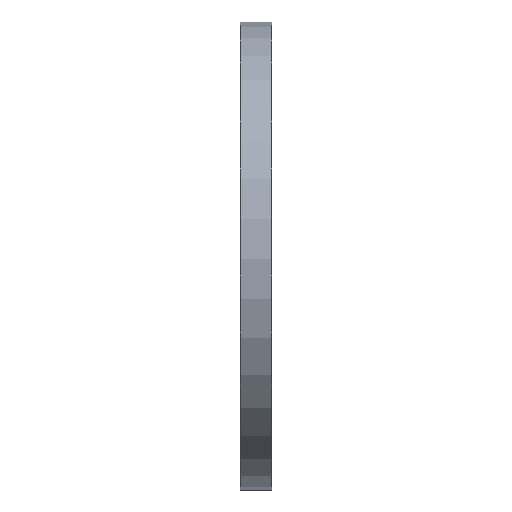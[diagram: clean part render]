
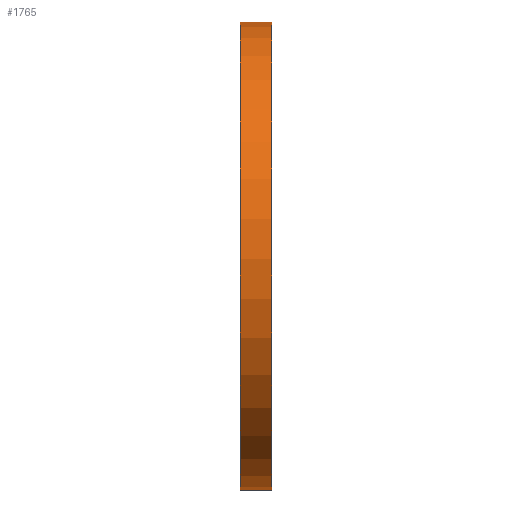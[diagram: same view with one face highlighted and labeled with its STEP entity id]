
A CAD part, left-side view. The second image highlights one B-rep face of the part: STEP entity #1765.
In plain terms, the highlighted cylindrical face has radius 60 mm (diameter 120 mm), a partial arc.
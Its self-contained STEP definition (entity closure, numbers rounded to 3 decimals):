
#672=CARTESIAN_POINT('',(0.,0.,0.));
#673=DIRECTION('',(0.,-1.,0.));
#674=DIRECTION('',(-0.025,0.,1.));
#675=AXIS2_PLACEMENT_3D('',#672,#673,#674);
#680=DIRECTION('',(0.,1.,0.));
#681=VECTOR('',#680,8.);
#682=CARTESIAN_POINT('',(1.5,0.,59.981));
#683=LINE('',#682,#681);
#687=CARTESIAN_POINT('',(0.,8.,0.));
#688=DIRECTION('',(0.,1.,0.));
#689=DIRECTION('',(0.025,0.,1.));
#690=AXIS2_PLACEMENT_3D('',#687,#688,#689);
#695=DIRECTION('',(0.,1.,0.));
#696=VECTOR('',#695,8.);
#697=CARTESIAN_POINT('',(-1.5,0.,59.981));
#698=LINE('',#697,#696);
#1206=CARTESIAN_POINT('',(1.5,0.,59.981));
#1207=CARTESIAN_POINT('',(-1.5,0.,59.981));
#1208=VERTEX_POINT('',#1206);
#1209=VERTEX_POINT('',#1207);
#1210=CARTESIAN_POINT('',(1.5,8.,59.981));
#1211=CARTESIAN_POINT('',(-1.5,8.,59.981));
#1212=VERTEX_POINT('',#1210);
#1213=VERTEX_POINT('',#1211);
#1754=CARTESIAN_POINT('',(0.,0.,0.));
#1755=DIRECTION('',(0.,1.,0.));
#1756=DIRECTION('',(1.,0.,0.));
#1757=AXIS2_PLACEMENT_3D('',#1754,#1755,#1756);
#1758=CYLINDRICAL_SURFACE('',#1757,60.);
#1759=ORIENTED_EDGE('',*,*,#1349,.T.);
#1760=ORIENTED_EDGE('',*,*,#1749,.T.);
#1761=ORIENTED_EDGE('',*,*,#1491,.T.);
#1762=ORIENTED_EDGE('',*,*,#1746,.F.);
#1763=EDGE_LOOP('',(#1759,#1760,#1761,#1762));
#1764=FACE_OUTER_BOUND('',#1763,.F.);
#676=CIRCLE('',#675,60.);
#691=CIRCLE('',#690,60.);
#1349=EDGE_CURVE('',#1209,#1208,#676,.T.);
#1491=EDGE_CURVE('',#1212,#1213,#691,.T.);
#1746=EDGE_CURVE('',#1209,#1213,#698,.T.);
#1749=EDGE_CURVE('',#1208,#1212,#683,.T.);
#1765=ADVANCED_FACE('',(#1764),#1758,.T.);
